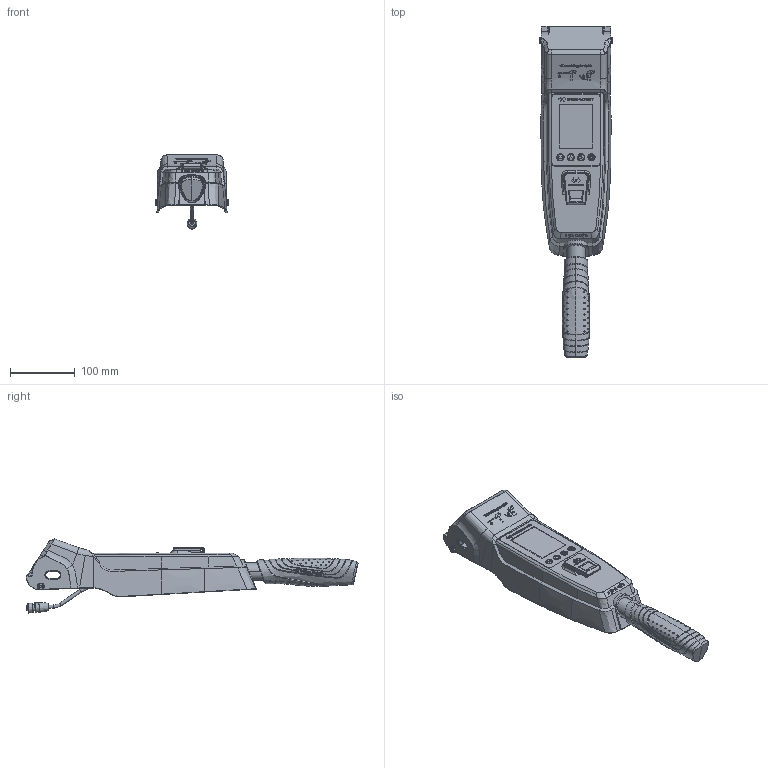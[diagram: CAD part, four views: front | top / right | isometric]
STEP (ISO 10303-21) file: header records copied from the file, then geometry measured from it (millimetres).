
FILE_DESCRIPTION (( 'STEP AP214' ), '1' );
FILE_NAME ('EVO Tiller-2021020.STEP', '2020-10-20T07:10:12', ( '' ), ( '' ), 'SwSTEP 2.0', 'SolidWorks 2016', '' );
FILE_SCHEMA (( 'AUTOMOTIVE_DESIGN' ));
Length unit declared in the file: millimetre
Products named in the file (1): EVO Tiller-2021020
Bounding box: 114 x 511.73 x 114.3 mm (x, y, z)
Surface area: 262889.5 mm2 (no closed solid volume)
Topology: 0 solids, 103 shells, 1570 faces, 7669 edges, 6089 vertices
Faces by surface type: bspline 579, plane 544, cylinder 302, torus 78, cone 66, sphere 1
Entity records: 162925 total; most frequent: CARTESIAN_POINT 95458, ORIENTED_EDGE 10605, EDGE_CURVE 7651, DIRECTION 6960, VERTEX_POINT 6089, B_SPLINE_CURVE_WITH_KNOTS 3550, VECTOR 2590, LINE 2590
